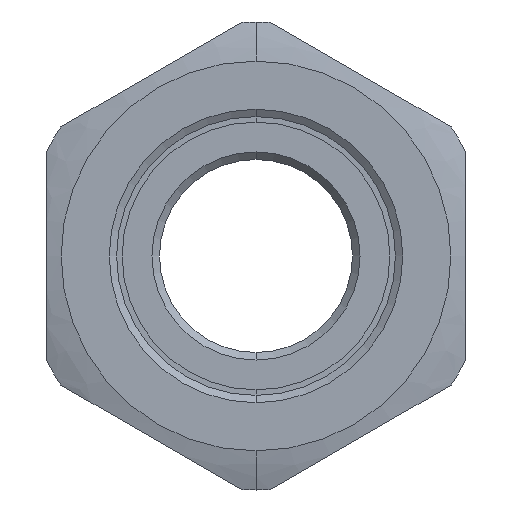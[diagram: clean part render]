
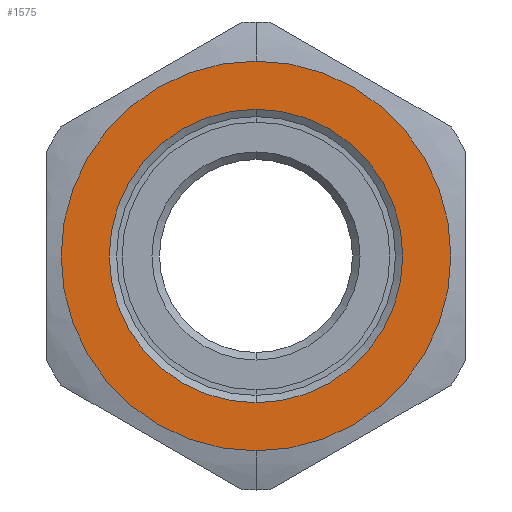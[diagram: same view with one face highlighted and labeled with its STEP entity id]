
A CAD part, left-side view. The second image highlights one B-rep face of the part: STEP entity #1575.
In plain terms, the highlighted planar face has unit normal (-1, 0, 0).
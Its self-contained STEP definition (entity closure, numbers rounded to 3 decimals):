
#45 = CIRCLE ( 'NONE', #691, 39.561 ) ;
#106 = ORIENTED_EDGE ( 'NONE', *, *, #1388, .T. ) ;
#141 = DIRECTION ( 'NONE',  ( -1., 0., 0. ) ) ;
#229 = ORIENTED_EDGE ( 'NONE', *, *, #1089, .T. ) ;
#233 = CIRCLE ( 'NONE', #1908, 39.561 ) ;
#346 = VERTEX_POINT ( 'NONE', #1736 ) ;
#408 = ORIENTED_EDGE ( 'NONE', *, *, #1583, .F. ) ;
#474 = CARTESIAN_POINT ( 'NONE',  ( 90.003, 0., 0. ) ) ;
#551 = EDGE_CURVE ( 'NONE', #1509, #1598, #1923, .T. ) ;
#620 = DIRECTION ( 'NONE',  ( -1., 0., 0. ) ) ;
#631 = PLANE ( 'NONE',  #1338 ) ;
#636 = EDGE_LOOP ( 'NONE', ( #408, #1558 ) ) ;
#637 = FACE_BOUND ( 'NONE', #636, .T. ) ;
#691 = AXIS2_PLACEMENT_3D ( 'NONE', #1527, #1544, #830 ) ;
#742 = FACE_OUTER_BOUND ( 'NONE', #877, .T. ) ;
#752 = CARTESIAN_POINT ( 'NONE',  ( 90.003, 0., -39.561 ) ) ;
#810 = CARTESIAN_POINT ( 'NONE',  ( 90.003, 0., 29.79 ) ) ;
#830 = DIRECTION ( 'NONE',  ( 0., 0., 1. ) ) ;
#864 = CIRCLE ( 'NONE', #1722, 29.79 ) ;
#877 = EDGE_LOOP ( 'NONE', ( #106, #229 ) ) ;
#904 = CARTESIAN_POINT ( 'NONE',  ( 90.003, 0., -29.79 ) ) ;
#921 = CARTESIAN_POINT ( 'NONE',  ( 90.003, 0., 0. ) ) ;
#928 = CARTESIAN_POINT ( 'NONE',  ( 90.003, 0., 0. ) ) ;
#1060 = DIRECTION ( 'NONE',  ( 0., 0., 1. ) ) ;
#1089 = EDGE_CURVE ( 'NONE', #1950, #346, #45, .T. ) ;
#1092 = DIRECTION ( 'NONE',  ( 1., 0., 0. ) ) ;
#1097 = DIRECTION ( 'NONE',  ( 0., 0., 1. ) ) ;
#1197 = CARTESIAN_POINT ( 'NONE',  ( 90.003, 0., 0. ) ) ;
#1263 = DIRECTION ( 'NONE',  ( 0., 0., -1. ) ) ;
#1295 = AXIS2_PLACEMENT_3D ( 'NONE', #1197, #1361, #1060 ) ;
#1338 = AXIS2_PLACEMENT_3D ( 'NONE', #928, #1092, #1263 ) ;
#1361 = DIRECTION ( 'NONE',  ( -1., 0., 0. ) ) ;
#1388 = EDGE_CURVE ( 'NONE', #346, #1950, #233, .T. ) ;
#1509 = VERTEX_POINT ( 'NONE', #904 ) ;
#1527 = CARTESIAN_POINT ( 'NONE',  ( 90.003, 0., 0. ) ) ;
#1544 = DIRECTION ( 'NONE',  ( -1., 0., 0. ) ) ;
#1558 = ORIENTED_EDGE ( 'NONE', *, *, #551, .F. ) ;
#1575 = ADVANCED_FACE ( 'NONE', ( #637, #742 ), #631, .F. ) ;
#1583 = EDGE_CURVE ( 'NONE', #1598, #1509, #864, .T. ) ;
#1598 = VERTEX_POINT ( 'NONE', #810 ) ;
#1722 = AXIS2_PLACEMENT_3D ( 'NONE', #474, #620, #1097 ) ;
#1736 = CARTESIAN_POINT ( 'NONE',  ( 90.003, 0., 39.561 ) ) ;
#1783 = DIRECTION ( 'NONE',  ( 0., 0., 1. ) ) ;
#1908 = AXIS2_PLACEMENT_3D ( 'NONE', #921, #141, #1783 ) ;
#1923 = CIRCLE ( 'NONE', #1295, 29.79 ) ;
#1950 = VERTEX_POINT ( 'NONE', #752 ) ;
